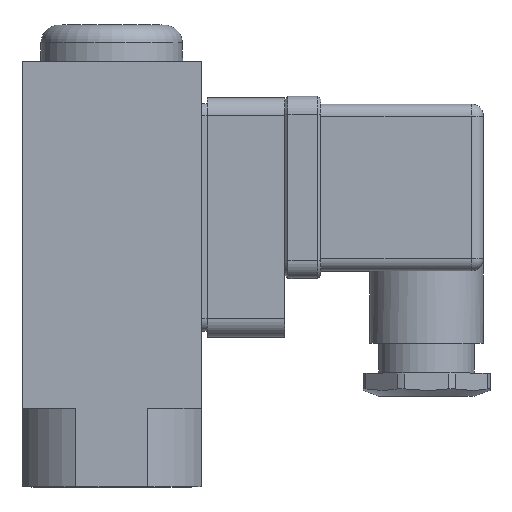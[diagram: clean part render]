
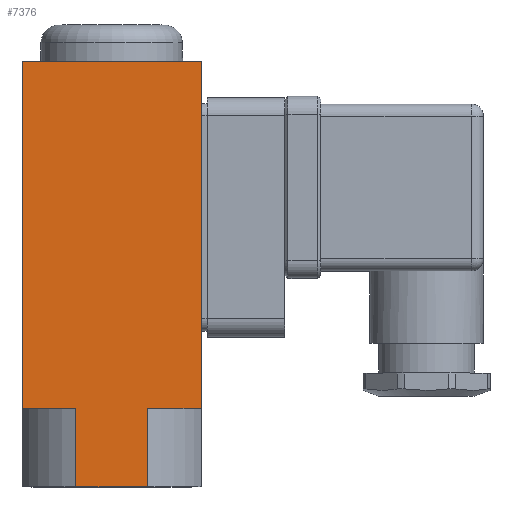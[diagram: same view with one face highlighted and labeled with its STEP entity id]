
A CAD part, top view. The second image highlights one B-rep face of the part: STEP entity #7376.
In plain terms, the highlighted planar face has unit normal (0, 0, 1).
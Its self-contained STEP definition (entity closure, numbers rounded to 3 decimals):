
#147=LINE('',#9908,#776);
#362=LINE('',#10412,#991);
#375=LINE('',#10448,#1004);
#381=LINE('',#10463,#1010);
#382=LINE('',#10465,#1011);
#383=LINE('',#10467,#1012);
#384=LINE('',#10469,#1013);
#385=LINE('',#10470,#1014);
#776=VECTOR('',#8214,1000.);
#991=VECTOR('',#8583,1000.);
#1004=VECTOR('',#8608,1000.);
#1010=VECTOR('',#8620,1000.);
#1011=VECTOR('',#8623,1000.);
#1012=VECTOR('',#8624,1000.);
#1013=VECTOR('',#8625,1000.);
#1014=VECTOR('',#8626,1000.);
#1736=ORIENTED_EDGE('',*,*,#3344,.F.);
#1737=ORIENTED_EDGE('',*,*,#3317,.T.);
#1738=ORIENTED_EDGE('',*,*,#3335,.T.);
#1739=ORIENTED_EDGE('',*,*,#3343,.T.);
#1740=ORIENTED_EDGE('',*,*,#3345,.F.);
#1741=ORIENTED_EDGE('',*,*,#3346,.T.);
#1742=ORIENTED_EDGE('',*,*,#3075,.T.);
#1743=ORIENTED_EDGE('',*,*,#3347,.T.);
#3075=EDGE_CURVE('',#3909,#3908,#147,.T.);
#3317=EDGE_CURVE('',#4105,#4106,#362,.T.);
#3335=EDGE_CURVE('',#4106,#4121,#375,.T.);
#3343=EDGE_CURVE('',#4121,#4127,#381,.T.);
#3344=EDGE_CURVE('',#4105,#4128,#382,.T.);
#3345=EDGE_CURVE('',#4129,#4127,#383,.T.);
#3346=EDGE_CURVE('',#4129,#3909,#384,.F.);
#3347=EDGE_CURVE('',#3908,#4128,#385,.T.);
#3908=VERTEX_POINT('',#9907);
#3909=VERTEX_POINT('',#9909);
#4105=VERTEX_POINT('',#10413);
#4106=VERTEX_POINT('',#10414);
#4121=VERTEX_POINT('',#10447);
#4127=VERTEX_POINT('',#10462);
#4128=VERTEX_POINT('',#10466);
#4129=VERTEX_POINT('',#10468);
#4726=EDGE_LOOP('',(#1736,#1737,#1738,#1739,#1740,#1741,#1742,#1743));
#5139=FACE_BOUND('',#4726,.T.);
#5533=PLANE('',#7760);
#7376=ADVANCED_FACE('',(#5139),#5533,.T.);
#7760=AXIS2_PLACEMENT_3D('',#10464,#8621,#8622);
#8214=DIRECTION('',(1.,0.,0.));
#8583=DIRECTION('',(0.,1.,0.));
#8608=DIRECTION('',(-1.,0.,0.));
#8620=DIRECTION('',(0.,-1.,0.));
#8621=DIRECTION('',(0.,0.,1.));
#8622=DIRECTION('',(1.,0.,0.));
#8623=DIRECTION('',(-1.,0.,0.));
#8624=DIRECTION('',(-1.,0.,0.));
#8625=DIRECTION('',(0.,1.,0.));
#8626=DIRECTION('',(0.,1.,0.));
#9907=CARTESIAN_POINT('',(21.,0.,15.));
#9908=CARTESIAN_POINT('',(0.,0.,15.));
#9909=CARTESIAN_POINT('',(9.,0.,15.));
#10412=CARTESIAN_POINT('',(30.,0.,15.));
#10413=CARTESIAN_POINT('',(30.,13.1,15.));
#10414=CARTESIAN_POINT('',(30.,71.2,15.));
#10447=CARTESIAN_POINT('',(0.,71.2,15.));
#10448=CARTESIAN_POINT('',(30.,71.2,15.));
#10462=CARTESIAN_POINT('',(0.,13.1,15.));
#10463=CARTESIAN_POINT('',(0.,71.2,15.));
#10464=CARTESIAN_POINT('',(0.,0.,15.));
#10465=CARTESIAN_POINT('',(0.,13.1,15.));
#10466=CARTESIAN_POINT('',(21.,13.1,15.));
#10467=CARTESIAN_POINT('',(0.,13.1,15.));
#10468=CARTESIAN_POINT('',(9.,13.1,15.));
#10469=CARTESIAN_POINT('',(9.,-1.9,15.));
#10470=CARTESIAN_POINT('',(21.,-1.9,15.));
